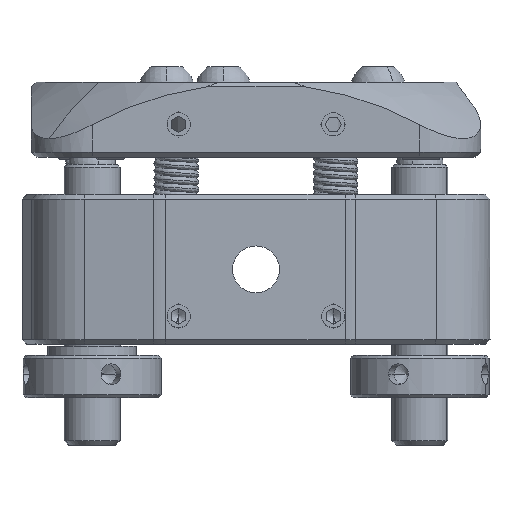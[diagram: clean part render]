
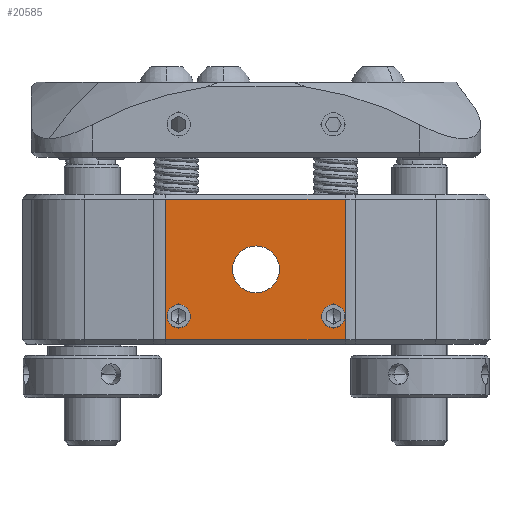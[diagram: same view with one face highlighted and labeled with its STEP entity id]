
A CAD part, front view. The second image highlights one B-rep face of the part: STEP entity #20585.
In plain terms, the highlighted planar face has unit normal (0, -1, 0).
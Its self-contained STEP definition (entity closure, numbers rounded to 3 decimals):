
#452 = AXIS2_PLACEMENT_3D ( 'NONE', #5760, #14315, #10010 ) ;
#463 = VECTOR ( 'NONE', #21575, 1000. ) ;
#617 = CIRCLE ( 'NONE', #1625, 1.25 ) ;
#942 = ORIENTED_EDGE ( 'NONE', *, *, #2296, .F. ) ;
#1048 = PLANE ( 'NONE',  #25049 ) ;
#1434 = DIRECTION ( 'NONE',  ( 0., 0., -1. ) ) ;
#1480 = LINE ( 'NONE', #20037, #23692 ) ;
#1513 = FACE_OUTER_BOUND ( 'NONE', #3021, .T. ) ;
#1517 = CARTESIAN_POINT ( 'NONE',  ( 8.188, -23.564, 57. ) ) ;
#1625 = AXIS2_PLACEMENT_3D ( 'NONE', #6429, #10765, #19555 ) ;
#2232 = CARTESIAN_POINT ( 'NONE',  ( -11.011, -23.564, 56.5 ) ) ;
#2296 = EDGE_CURVE ( 'NONE', #20598, #18271, #8990, .T. ) ;
#2461 = EDGE_CURVE ( 'NONE', #8722, #26807, #19678, .T. ) ;
#3021 = EDGE_LOOP ( 'NONE', ( #19253, #17194, #27690, #25468 ) ) ;
#3191 = FACE_BOUND ( 'NONE', #25171, .T. ) ;
#3445 = LINE ( 'NONE', #2232, #463 ) ;
#3592 = ORIENTED_EDGE ( 'NONE', *, *, #11257, .F. ) ;
#4566 = CARTESIAN_POINT ( 'NONE',  ( -9.586, -23.564, 44. ) ) ;
#4924 = EDGE_LOOP ( 'NONE', ( #10577, #5426 ) ) ;
#5104 = DIRECTION ( 'NONE',  ( -1., 0., 0. ) ) ;
#5218 = VECTOR ( 'NONE', #21806, 1000. ) ;
#5426 = ORIENTED_EDGE ( 'NONE', *, *, #17154, .F. ) ;
#5655 = CARTESIAN_POINT ( 'NONE',  ( 8.188, -23.564, 56.5 ) ) ;
#5760 = CARTESIAN_POINT ( 'NONE',  ( -9.586, -23.564, 44. ) ) ;
#6429 = CARTESIAN_POINT ( 'NONE',  ( 6.914, -23.564, 44. ) ) ;
#6788 = CARTESIAN_POINT ( 'NONE',  ( 6.914, -23.564, 42.75 ) ) ;
#6918 = ORIENTED_EDGE ( 'NONE', *, *, #10831, .F. ) ;
#7098 = DIRECTION ( 'NONE',  ( 0., 0., -1. ) ) ;
#7142 = DIRECTION ( 'NONE',  ( 0., -1., 0. ) ) ;
#7279 = FACE_BOUND ( 'NONE', #16524, .T. ) ;
#8073 = CARTESIAN_POINT ( 'NONE',  ( 6.914, -23.564, 44. ) ) ;
#8722 = VERTEX_POINT ( 'NONE', #13166 ) ;
#8990 = CIRCLE ( 'NONE', #452, 1.25 ) ;
#9062 = VECTOR ( 'NONE', #25194, 1000. ) ;
#9162 = CIRCLE ( 'NONE', #14767, 2.5 ) ;
#9645 = CARTESIAN_POINT ( 'NONE',  ( -9.586, -23.564, 42.75 ) ) ;
#10010 = DIRECTION ( 'NONE',  ( 0., 0., -1. ) ) ;
#10050 = DIRECTION ( 'NONE',  ( 0., 0., -1. ) ) ;
#10288 = FACE_BOUND ( 'NONE', #4924, .T. ) ;
#10577 = ORIENTED_EDGE ( 'NONE', *, *, #2461, .F. ) ;
#10765 = DIRECTION ( 'NONE',  ( 0., -1., 0. ) ) ;
#10831 = EDGE_CURVE ( 'NONE', #18271, #20598, #12398, .T. ) ;
#11257 = EDGE_CURVE ( 'NONE', #19293, #27202, #617, .T. ) ;
#11395 = VERTEX_POINT ( 'NONE', #17409 ) ;
#11934 = EDGE_CURVE ( 'NONE', #11395, #24134, #16083, .T. ) ;
#12398 = CIRCLE ( 'NONE', #18181, 1.25 ) ;
#13146 = AXIS2_PLACEMENT_3D ( 'NONE', #8073, #20705, #10050 ) ;
#13166 = CARTESIAN_POINT ( 'NONE',  ( -1.336, -23.564, 46.5 ) ) ;
#14026 = EDGE_CURVE ( 'NONE', #25603, #11395, #21692, .T. ) ;
#14315 = DIRECTION ( 'NONE',  ( 0., -1., 0. ) ) ;
#14321 = CARTESIAN_POINT ( 'NONE',  ( -11.011, -23.564, 41.5 ) ) ;
#14767 = AXIS2_PLACEMENT_3D ( 'NONE', #22945, #20578, #1434 ) ;
#15424 = EDGE_CURVE ( 'NONE', #27202, #19293, #21628, .T. ) ;
#16083 = LINE ( 'NONE', #1517, #9062 ) ;
#16415 = VERTEX_POINT ( 'NONE', #21529 ) ;
#16524 = EDGE_LOOP ( 'NONE', ( #6918, #942 ) ) ;
#17154 = EDGE_CURVE ( 'NONE', #26807, #8722, #9162, .T. ) ;
#17194 = ORIENTED_EDGE ( 'NONE', *, *, #21750, .T. ) ;
#17409 = CARTESIAN_POINT ( 'NONE',  ( 8.188, -23.564, 41.5 ) ) ;
#18181 = AXIS2_PLACEMENT_3D ( 'NONE', #4566, #7142, #19592 ) ;
#18271 = VERTEX_POINT ( 'NONE', #9645 ) ;
#19096 = CARTESIAN_POINT ( 'NONE',  ( 6.914, -23.564, 45.25 ) ) ;
#19253 = ORIENTED_EDGE ( 'NONE', *, *, #11934, .T. ) ;
#19293 = VERTEX_POINT ( 'NONE', #6788 ) ;
#19543 = CARTESIAN_POINT ( 'NONE',  ( 23.664, -23.564, 41.5 ) ) ;
#19555 = DIRECTION ( 'NONE',  ( 0., 0., -1. ) ) ;
#19592 = DIRECTION ( 'NONE',  ( 0., 0., -1. ) ) ;
#19678 = CIRCLE ( 'NONE', #25461, 2.5 ) ;
#20037 = CARTESIAN_POINT ( 'NONE',  ( -11.011, -23.564, 57. ) ) ;
#20062 = CARTESIAN_POINT ( 'NONE',  ( -1.336, -23.564, 51.5 ) ) ;
#20296 = DIRECTION ( 'NONE',  ( 0., 1., 0. ) ) ;
#20578 = DIRECTION ( 'NONE',  ( 0., -1., 0. ) ) ;
#20585 = ADVANCED_FACE ( 'NONE', ( #3191, #7279, #10288, #1513 ), #1048, .F. ) ;
#20598 = VERTEX_POINT ( 'NONE', #22568 ) ;
#20705 = DIRECTION ( 'NONE',  ( 0., -1., 0. ) ) ;
#21529 = CARTESIAN_POINT ( 'NONE',  ( -11.011, -23.564, 56.5 ) ) ;
#21575 = DIRECTION ( 'NONE',  ( -1., 0., 0. ) ) ;
#21628 = CIRCLE ( 'NONE', #13146, 1.25 ) ;
#21692 = LINE ( 'NONE', #19543, #5218 ) ;
#21750 = EDGE_CURVE ( 'NONE', #24134, #16415, #3445, .T. ) ;
#21806 = DIRECTION ( 'NONE',  ( 1., 0., 0. ) ) ;
#22184 = CARTESIAN_POINT ( 'NONE',  ( -1.336, -23.564, 49. ) ) ;
#22387 = CARTESIAN_POINT ( 'NONE',  ( 23.664, -23.564, 57. ) ) ;
#22568 = CARTESIAN_POINT ( 'NONE',  ( -9.586, -23.564, 45.25 ) ) ;
#22945 = CARTESIAN_POINT ( 'NONE',  ( -1.336, -23.564, 49. ) ) ;
#23692 = VECTOR ( 'NONE', #26705, 1000. ) ;
#24134 = VERTEX_POINT ( 'NONE', #5655 ) ;
#24432 = DIRECTION ( 'NONE',  ( 0., -1., 0. ) ) ;
#25049 = AXIS2_PLACEMENT_3D ( 'NONE', #22387, #20296, #5104 ) ;
#25171 = EDGE_LOOP ( 'NONE', ( #3592, #27127 ) ) ;
#25194 = DIRECTION ( 'NONE',  ( 0., 0., 1. ) ) ;
#25461 = AXIS2_PLACEMENT_3D ( 'NONE', #22184, #24432, #7098 ) ;
#25468 = ORIENTED_EDGE ( 'NONE', *, *, #14026, .T. ) ;
#25603 = VERTEX_POINT ( 'NONE', #14321 ) ;
#26705 = DIRECTION ( 'NONE',  ( 0., 0., -1. ) ) ;
#26807 = VERTEX_POINT ( 'NONE', #20062 ) ;
#27127 = ORIENTED_EDGE ( 'NONE', *, *, #15424, .F. ) ;
#27202 = VERTEX_POINT ( 'NONE', #19096 ) ;
#27403 = EDGE_CURVE ( 'NONE', #16415, #25603, #1480, .T. ) ;
#27690 = ORIENTED_EDGE ( 'NONE', *, *, #27403, .T. ) ;
